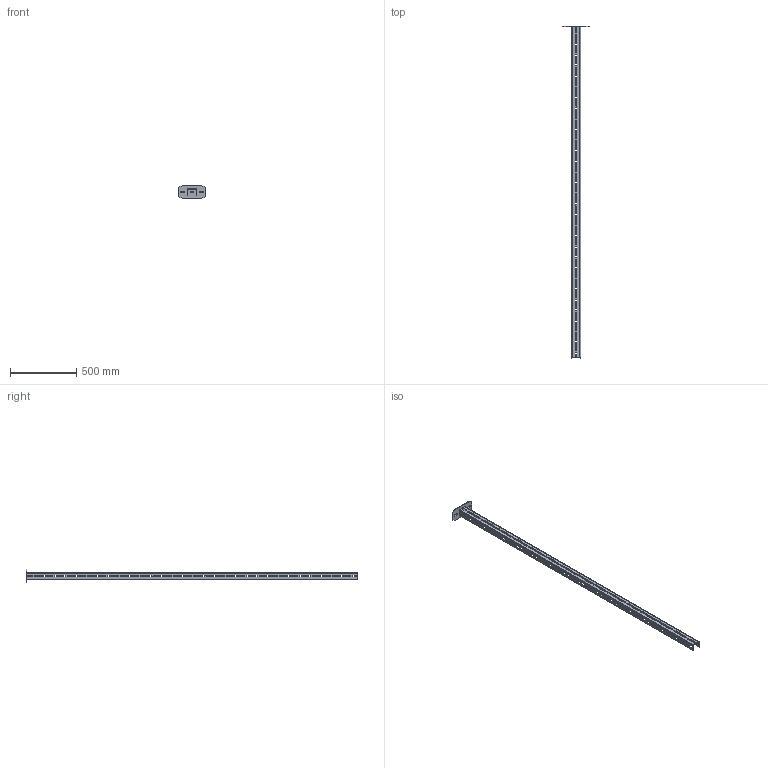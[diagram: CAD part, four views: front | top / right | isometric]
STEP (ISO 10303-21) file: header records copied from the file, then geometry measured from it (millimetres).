
FILE_DESCRIPTION(/* description */ (''),/* implementation_level */ '2;1');
FILE_NAME(/* name */ '6339334',/* time_stamp */ '2015-10-23T10:13:21+02:00',/* author */ (''),/* organization */ (''),/* preprocessor_version */ 'ST-DEVELOPER v15',/* originating_system */ '',/* authorisation */ '');
FILE_SCHEMA (('CONFIG_CONTROL_DESIGN'));
Length unit declared in the file: millimetre
Products named in the file (2): Document; Block 01
Assembly tree (1 placements, depth 2):
  Document
    Block 01
Bounding box: 200 x 2506.5 x 100 mm (x, y, z)
Volume: 1376581.9 mm3; surface area: 749241.5 mm2
Topology: 2 solids, 2 shells, 794 faces, 2354 edges, 1564 vertices
Faces by surface type: bspline 460, plane 334
Entity records: 30676 total; most frequent: CARTESIAN_POINT 16434, ORIENTED_EDGE 4708, EDGE_CURVE 2354, VERTEX_POINT 1564, B_SPLINE_CURVE_WITH_KNOTS 1434, EDGE_LOOP 1100, ADVANCED_FACE 794, FACE_OUTER_BOUND 794
